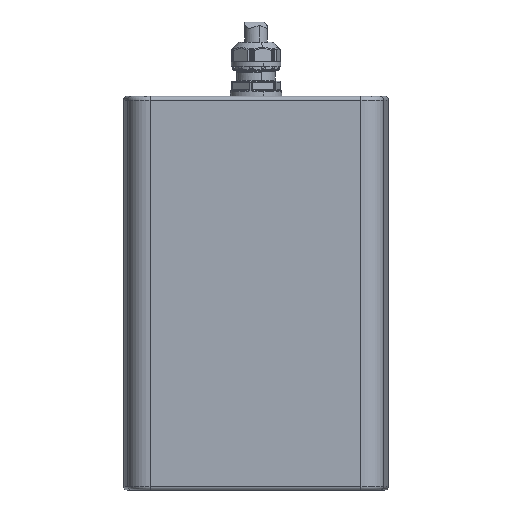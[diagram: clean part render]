
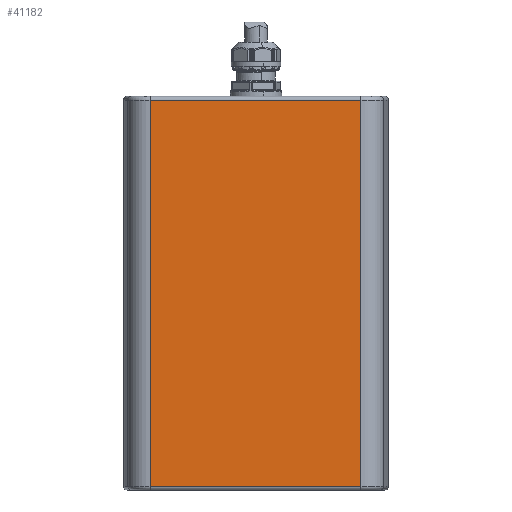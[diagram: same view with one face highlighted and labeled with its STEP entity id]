
A CAD part, front view. The second image highlights one B-rep face of the part: STEP entity #41182.
In plain terms, the highlighted planar face has unit normal (0, -1, 0).
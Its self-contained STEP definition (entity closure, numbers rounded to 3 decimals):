
#2064 = ORIENTED_EDGE ( 'NONE', *, *, #41579, .T. ) ;
#2256 = CARTESIAN_POINT ( 'NONE',  ( -52.65, -83.717, 102. ) ) ;
#3304 = EDGE_CURVE ( 'NONE', #25330, #4184, #36233, .T. ) ;
#4184 = VERTEX_POINT ( 'NONE', #20619 ) ;
#5161 = CARTESIAN_POINT ( 'NONE',  ( -52.65, -83.717, -104. ) ) ;
#5380 = ORIENTED_EDGE ( 'NONE', *, *, #3304, .F. ) ;
#6405 = CARTESIAN_POINT ( 'NONE',  ( -52.65, -83.717, -102. ) ) ;
#7265 = EDGE_CURVE ( 'NONE', #30788, #25330, #19004, .T. ) ;
#11365 = DIRECTION ( 'NONE',  ( -1., 0., 0. ) ) ;
#11992 = CARTESIAN_POINT ( 'NONE',  ( 58.626, -83.717, 102. ) ) ;
#12465 = DIRECTION ( 'NONE',  ( 0., 0., -1. ) ) ;
#16570 = VECTOR ( 'NONE', #11365, 1000. ) ;
#18458 = DIRECTION ( 'NONE',  ( 0., 1., 0. ) ) ;
#18589 = ORIENTED_EDGE ( 'NONE', *, *, #27308, .T. ) ;
#19004 = LINE ( 'NONE', #42291, #37912 ) ;
#19496 = DIRECTION ( 'NONE',  ( 0., 0., -1. ) ) ;
#19695 = DIRECTION ( 'NONE',  ( -1., 0., 0. ) ) ;
#20619 = CARTESIAN_POINT ( 'NONE',  ( -52.65, -83.717, -102. ) ) ;
#22292 = AXIS2_PLACEMENT_3D ( 'NONE', #5161, #18458, #28466 ) ;
#23170 = CARTESIAN_POINT ( 'NONE',  ( -52.65, -83.717, 104. ) ) ;
#25330 = VERTEX_POINT ( 'NONE', #25761 ) ;
#25761 = CARTESIAN_POINT ( 'NONE',  ( 58.626, -83.717, -102. ) ) ;
#27308 = EDGE_CURVE ( 'NONE', #30788, #42608, #41187, .T. ) ;
#28466 = DIRECTION ( 'NONE',  ( 0., 0., -1. ) ) ;
#29484 = LINE ( 'NONE', #23170, #29958 ) ;
#29898 = EDGE_LOOP ( 'NONE', ( #2064, #5380, #38836, #18589 ) ) ;
#29958 = VECTOR ( 'NONE', #19496, 1000. ) ;
#30788 = VERTEX_POINT ( 'NONE', #11992 ) ;
#33519 = VECTOR ( 'NONE', #19695, 1000. ) ;
#34664 = CARTESIAN_POINT ( 'NONE',  ( -52.65, -83.717, 102. ) ) ;
#34994 = PLANE ( 'NONE',  #22292 ) ;
#36233 = LINE ( 'NONE', #6405, #33519 ) ;
#37912 = VECTOR ( 'NONE', #12465, 1000. ) ;
#38259 = FACE_OUTER_BOUND ( 'NONE', #29898, .T. ) ;
#38836 = ORIENTED_EDGE ( 'NONE', *, *, #7265, .F. ) ;
#41182 = ADVANCED_FACE ( 'NONE', ( #38259 ), #34994, .F. ) ;
#41187 = LINE ( 'NONE', #34664, #16570 ) ;
#41579 = EDGE_CURVE ( 'NONE', #42608, #4184, #29484, .T. ) ;
#42291 = CARTESIAN_POINT ( 'NONE',  ( 58.626, -83.717, 104. ) ) ;
#42608 = VERTEX_POINT ( 'NONE', #2256 ) ;
